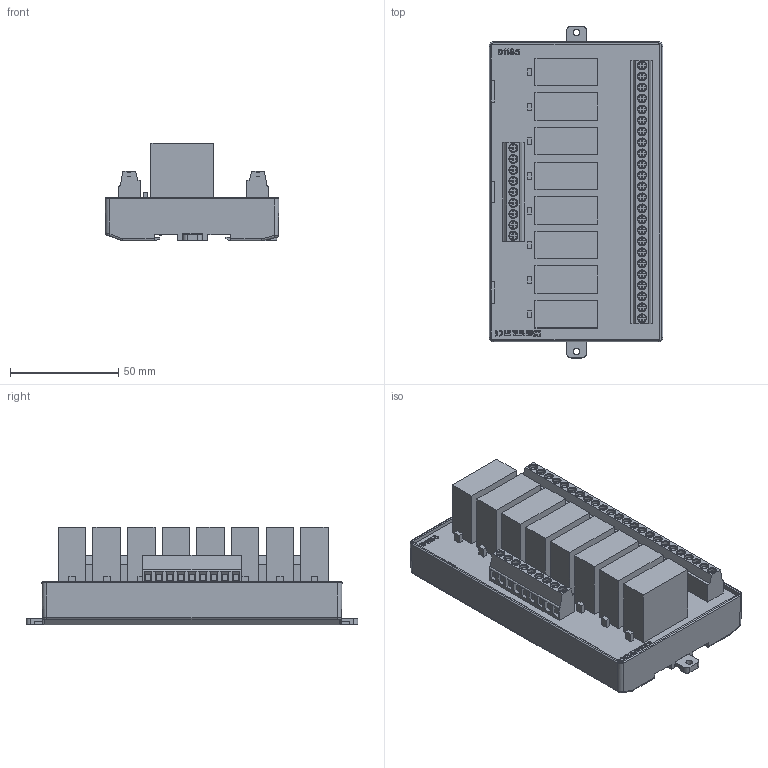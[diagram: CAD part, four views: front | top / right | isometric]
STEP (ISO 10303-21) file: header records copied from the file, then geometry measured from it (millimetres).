
FILE_DESCRIPTION(/* description */ (''),/* implementation_level */ '2;1');
FILE_NAME(/* name */ '',/* time_stamp */ '2024-12-06T08:57:34+08:00',/* author */ (''),/* organization */ (''),/* preprocessor_version */ 'ST-DEVELOPER v14',/* originating_system */ 'SIEMENS PLM Software NX 8.0',/* authorisation */ '');
FILE_SCHEMA (('AUTOMOTIVE_DESIGN { 1 0 10303 214 3 1 1 1 }'));
Length unit declared in the file: millimetre
Products named in the file (1): Admi00D8B7DB1pm1
Bounding box: 80.4 x 153.47 x 45.3 mm (x, y, z)
Volume: 287003.7 mm3; surface area: 58863.8 mm2
Topology: 3 solids, 3 shells, 1290 faces, 3348 edges, 2209 vertices
Faces by surface type: plane 970, cylinder 131, torus 99, cone 66, extrusion 14, bspline 10
Full cylindrical faces by diameter (mm): 3 x2, 4.1 x66
Entity records: 42153 total; most frequent: CARTESIAN_POINT 10447, ORIENTED_EDGE 6452, DIRECTION 5740, EDGE_CURVE 3226, VECTOR 2402, LINE 2388, VERTEX_POINT 2190, AXIS2_PLACEMENT_3D 1669
